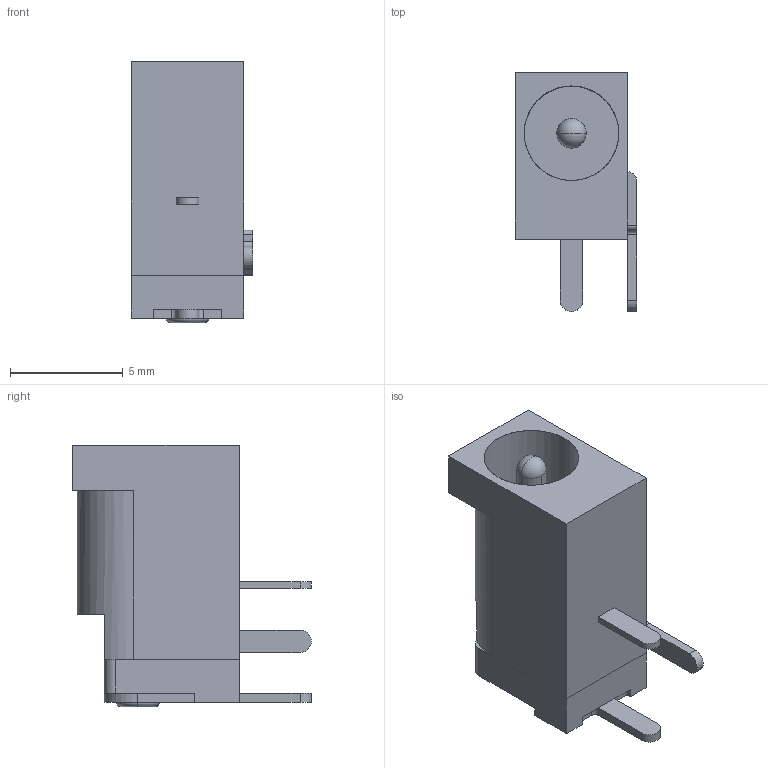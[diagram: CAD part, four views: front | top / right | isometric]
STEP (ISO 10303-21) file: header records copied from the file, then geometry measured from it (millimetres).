
FILE_DESCRIPTION (( 'STEP AP214' ), '1' );
FILE_NAME ('User Library-Jack connector DC-005 J4.STEP', '2018-08-29T07:39:11', ( '' ), ( '' ), 'SwSTEP 2.0', 'SolidWorks 2018', '' );
FILE_SCHEMA (( 'AUTOMOTIVE_DESIGN' ));
Length unit declared in the file: millimetre
Products named in the file (1): User Library-Jack connector DC-005 J4
Bounding box: 5.4 x 10.6 x 11.6 mm (x, y, z)
Surface area: 586.2 mm2 (no closed solid volume)
Topology: 0 solids, 21 shells, 67 faces, 202 edges, 159 vertices
Faces by surface type: plane 44, cylinder 19, torus 2, sphere 2
Entity records: 2573 total; most frequent: CARTESIAN_POINT 705, DIRECTION 375, ORIENTED_EDGE 319, EDGE_CURVE 198, VERTEX_POINT 157, LINE 137, VECTOR 137, AXIS2_PLACEMENT_3D 119
